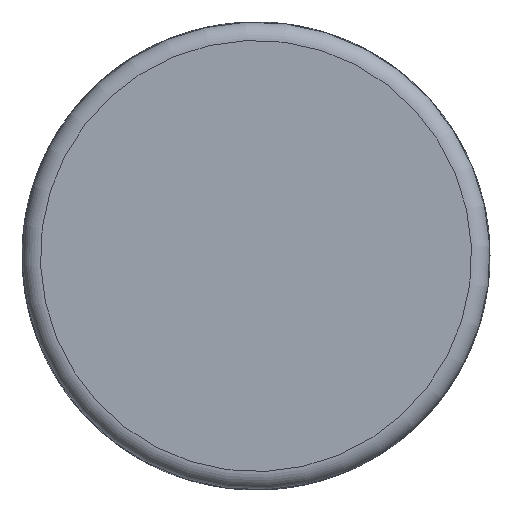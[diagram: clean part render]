
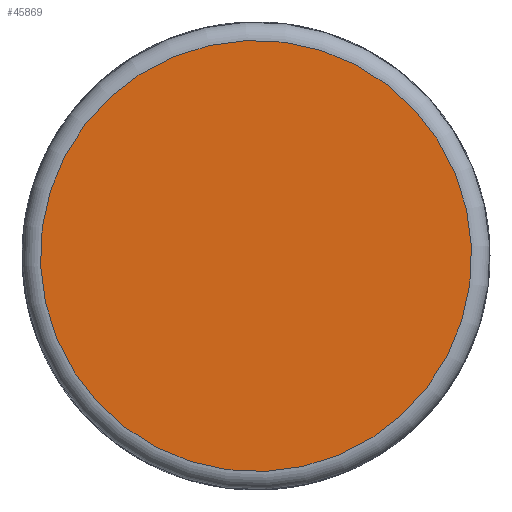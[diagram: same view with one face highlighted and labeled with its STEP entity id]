
A CAD part, left-side view. The second image highlights one B-rep face of the part: STEP entity #45869.
In plain terms, the highlighted planar face has unit normal (-1, 0, 0).
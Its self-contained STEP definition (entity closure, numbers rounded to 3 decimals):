
#45853=CARTESIAN_POINT('',(-2.3,1.422,-10.845));
#45854=DIRECTION('',(-1.0,0.0,0.0));
#45855=DIRECTION('',(0.0,0.992,0.13));
#45856=AXIS2_PLACEMENT_3D('',#45853,#45854,#45855);
#45857=PLANE('',#45856);
#45858=CARTESIAN_POINT('',(-2.3,1.528,-11.65));
#45859=VERTEX_POINT('',#45858);
#45860=CARTESIAN_POINT('',(-2.3,0.,0.));
#45861=DIRECTION('',(1.0,0.,0.));
#45862=DIRECTION('',(0.,-0.13,0.992));
#45863=AXIS2_PLACEMENT_3D('',#45860,#45861,#45862);
#45864=CIRCLE('',#45863,11.75);
#45865=EDGE_CURVE('',#45859,#45859,#45864,.T.);
#45866=ORIENTED_EDGE('',*,*,#45865,.F.);
#45867=EDGE_LOOP('',(#45866));
#45868=FACE_OUTER_BOUND('',#45867,.T.);
#45869=ADVANCED_FACE('',(#45868),#45857,.T.);
